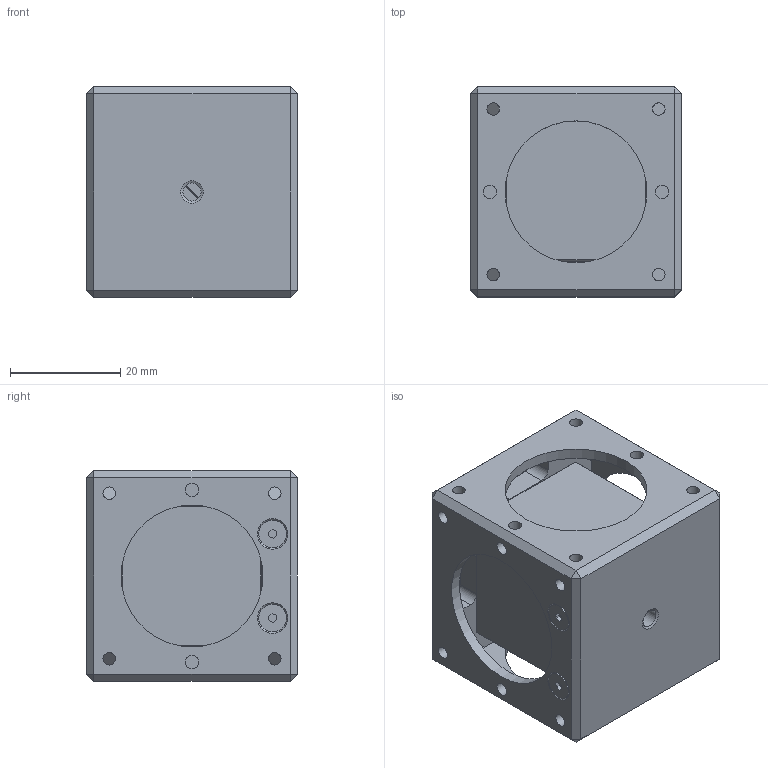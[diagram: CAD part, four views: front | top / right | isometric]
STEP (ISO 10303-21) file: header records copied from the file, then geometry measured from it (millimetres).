
FILE_DESCRIPTION(/* description */ (''),/* implementation_level */ '2;1');
FILE_NAME(/* name */ 'Beambreak_v5.step',/* time_stamp */ '2024-02-15T15:48:04-05:00',/* author */ (''),/* organization */ (''),/* preprocessor_version */ 'ST-DEVELOPER v20',/* originating_system */ 'Autodesk Translation Framework v12.20.1.177',/* authorisation */ '');
FILE_SCHEMA (('AUTOMOTIVE_DESIGN { 1 0 10303 214 3 1 1 }'));
Products named in the file (1): Beambreak
Bounding box: 38.1 x 38.1 x 38.1 mm (x, y, z)
Volume: 35601.3 mm3; surface area: 23247.4 mm2
Topology: 10 solids, 10 shells, 1005 faces, 2685 edges, 1769 vertices
Faces by surface type: plane 649, bspline 243, cylinder 91, cone 22
Full cylindrical faces by diameter (mm): 2.05 x4, 2.261 x16, 2.405 x8, 2.5 x4, 2.9 x4, 3.3 x1, 5 x4, 5.207 x1, 25.705 x4
Entity records: 43837 total; most frequent: CARTESIAN_POINT 20171, ORIENTED_EDGE 5354, DIRECTION 3894, EDGE_CURVE 2677, LINE 1966, VECTOR 1966, VERTEX_POINT 1769, EDGE_LOOP 1134
